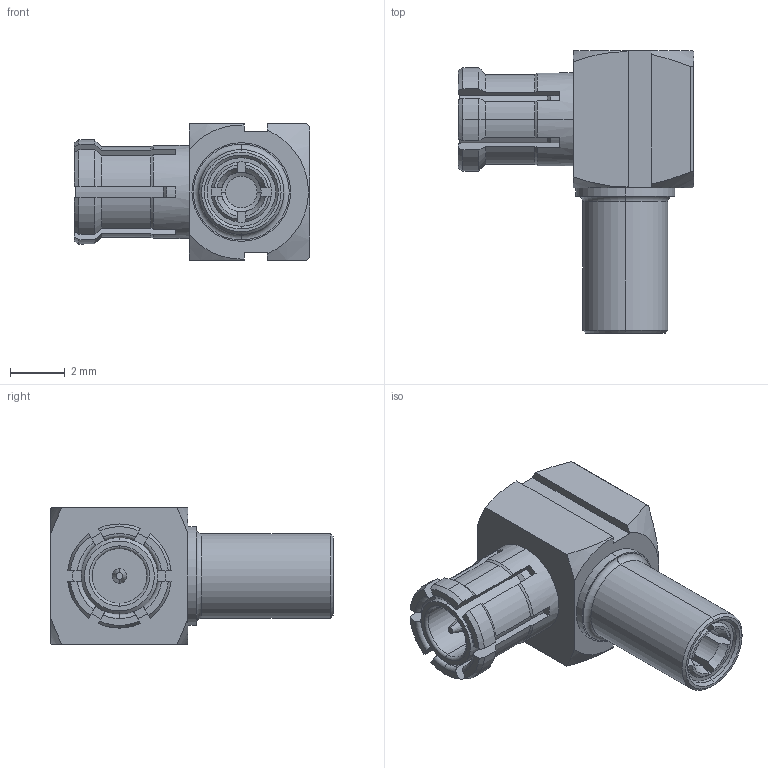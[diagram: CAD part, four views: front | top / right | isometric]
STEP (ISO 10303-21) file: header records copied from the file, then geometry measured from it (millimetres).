
FILE_DESCRIPTION (( 'STEP AP214' ), '1' );
FILE_NAME ('ÑÖÍÊ.434521.063ÑÁ_Âèëêà+äëÿ ïîòðåáèòåëÿ.STEP', '2018-12-05T08:19:41', ( 'User' ), ( '' ), 'SwSTEP 2.0', 'SolidWorks 2016', '' );
FILE_SCHEMA (( 'AUTOMOTIVE_DESIGN' ));
Length unit declared in the file: millimetre
Products named in the file (1): ÑÖÍÊ.434521.063ÑÁ_Âèëêà+äëÿ ïîòðåáèòåëÿ
Bounding box: 8.6 x 10.3 x 5 mm (x, y, z)
Volume: 160.8 mm3; surface area: 341.6 mm2
Topology: 1 solids, 1 shells, 178 faces, 460 edges, 292 vertices
Faces by surface type: plane 62, cylinder 54, cone 51, torus 11
Entity records: 7661 total; most frequent: CARTESIAN_POINT 1416, ORIENTED_EDGE 920, DIRECTION 915, EDGE_CURVE 460, AXIS2_PLACEMENT_3D 364, VERTEX_POINT 292, LINE 187, VECTOR 187
